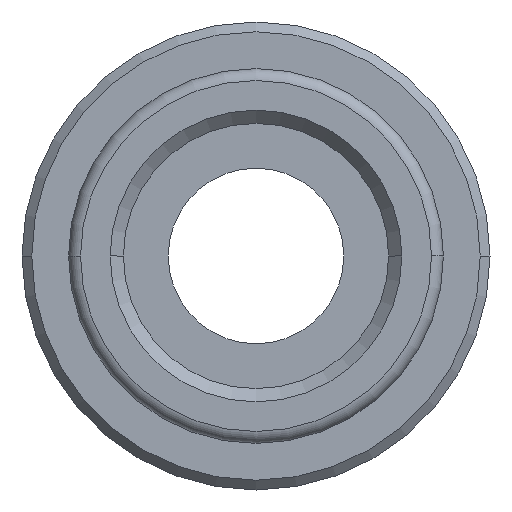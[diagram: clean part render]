
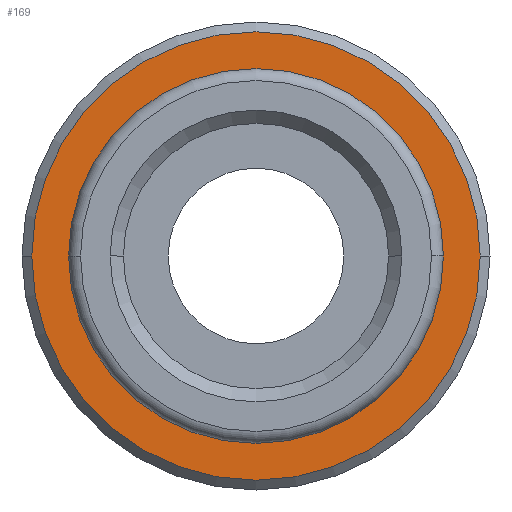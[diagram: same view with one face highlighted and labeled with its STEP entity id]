
A CAD part, front view. The second image highlights one B-rep face of the part: STEP entity #169.
In plain terms, the highlighted planar face has unit normal (0, -1, 0).
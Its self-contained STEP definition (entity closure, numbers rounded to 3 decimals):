
#169=ADVANCED_FACE('',(#352,#353),#354,.T.);
#352=FACE_BOUND('',#545,.T.);
#353=FACE_OUTER_BOUND('',#546,.T.);
#354=PLANE('',#547);
#545=EDGE_LOOP('',(#942,#943));
#546=EDGE_LOOP('',(#944,#945));
#547=AXIS2_PLACEMENT_3D('',#946,#947,#948);
#942=ORIENTED_EDGE('',*,*,#1184,.T.);
#943=ORIENTED_EDGE('',*,*,#1143,.T.);
#944=ORIENTED_EDGE('',*,*,#1110,.F.);
#945=ORIENTED_EDGE('',*,*,#1216,.F.);
#946=CARTESIAN_POINT('',(5.75,3.6,0.0));
#947=DIRECTION('',(0.,-1.0,0.0));
#948=DIRECTION('',(-1.0,0.,0.0));
#1110=EDGE_CURVE('',#1314,#1317,#1318,.T.);
#1143=EDGE_CURVE('',#1362,#1364,#1366,.T.);
#1184=EDGE_CURVE('',#1364,#1362,#1423,.T.);
#1216=EDGE_CURVE('',#1317,#1314,#1461,.T.);
#1314=VERTEX_POINT('',#1571);
#1317=VERTEX_POINT('',#1575);
#1318=CIRCLE('',#1576,11.5);
#1362=VERTEX_POINT('',#1627);
#1364=VERTEX_POINT('',#1630);
#1366=CIRCLE('',#1633,9.0);
#1423=CIRCLE('',#1700,9.0);
#1461=CIRCLE('',#1746,11.5);
#1571=CARTESIAN_POINT('',(11.5,3.6,0.0));
#1575=CARTESIAN_POINT('',(-11.5,3.6,0.));
#1576=AXIS2_PLACEMENT_3D('',#1852,#1853,#1854);
#1627=CARTESIAN_POINT('',(9.0,3.6,0.));
#1630=CARTESIAN_POINT('',(-9.0,3.6,0.));
#1633=AXIS2_PLACEMENT_3D('',#1909,#1910,#1911);
#1700=AXIS2_PLACEMENT_3D('',#1976,#1977,#1978);
#1746=AXIS2_PLACEMENT_3D('',#2017,#2018,#2019);
#1852=CARTESIAN_POINT('',(0.0,3.6,0.0));
#1853=DIRECTION('',(-0.0,1.0,0.0));
#1854=DIRECTION('',(1.0,0.0,0.0));
#1909=CARTESIAN_POINT('',(0.0,3.6,0.0));
#1910=DIRECTION('',(0.,1.0,0.0));
#1911=DIRECTION('',(1.0,0.,0.0));
#1976=CARTESIAN_POINT('',(0.0,3.6,0.0));
#1977=DIRECTION('',(0.,1.0,0.0));
#1978=DIRECTION('',(1.0,0.,0.0));
#2017=CARTESIAN_POINT('',(0.0,3.6,0.0));
#2018=DIRECTION('',(-0.0,1.0,0.0));
#2019=DIRECTION('',(1.0,0.0,0.0));
